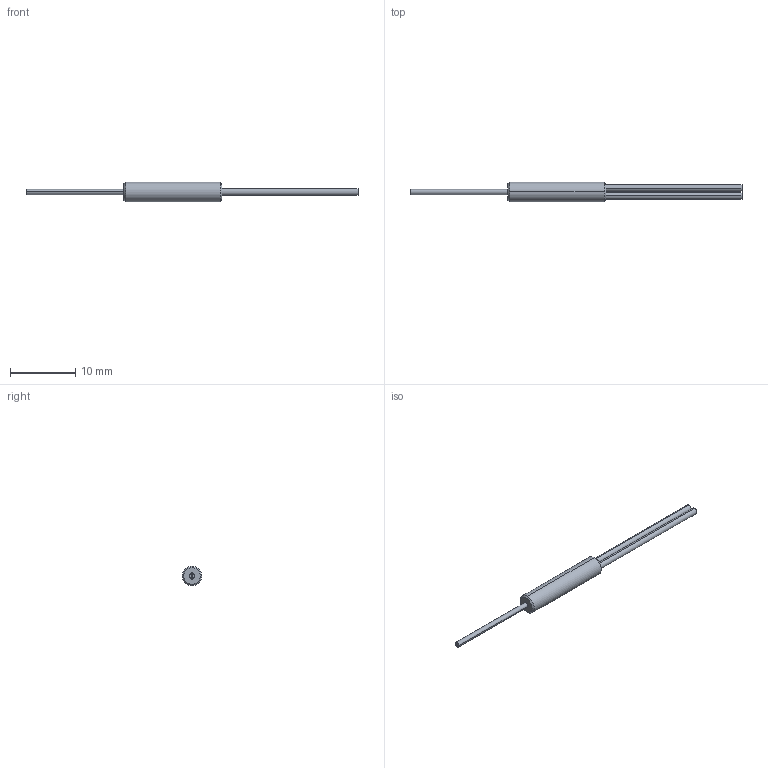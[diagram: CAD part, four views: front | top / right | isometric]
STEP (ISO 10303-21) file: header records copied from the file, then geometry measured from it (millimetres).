
FILE_DESCRIPTION (( 'STEP AP214' ), '1' );
FILE_NAME ('GPF-D019.STEP', '2017-11-17T22:05:09', ( '' ), ( '' ), 'SwSTEP 2.0', 'SolidWorks 2018', '' );
FILE_SCHEMA (( 'AUTOMOTIVE_DESIGN' ));
Length unit declared in the file: millimetre
Products named in the file (5): GPF-D019_FIBER; GPF-D019_LENS; GPF-D019_HEAD; GPF-D019; GPF-D019_STAINLESS TUBE
Assembly tree (6 placements, depth 2):
  GPF-D019
    GPF-D019_HEAD
    GPF-D019_FIBER  x2
    GPF-D019_LENS  x2
    GPF-D019_STAINLESS TUBE
Bounding box: 50.86 x 3 x 3 mm (x, y, z)
Volume: 145.8 mm3; surface area: 326 mm2
Topology: 6 solids, 6 shells, 40 faces, 68 edges, 44 vertices
Faces by surface type: cylinder 20, plane 16, cone 4
Entity records: 998 total; most frequent: DIRECTION 174, CARTESIAN_POINT 133, ORIENTED_EDGE 112, AXIS2_PLACEMENT_3D 77, EDGE_CURVE 56, VERTEX_POINT 36, EDGE_LOOP 36, CIRCLE 36
